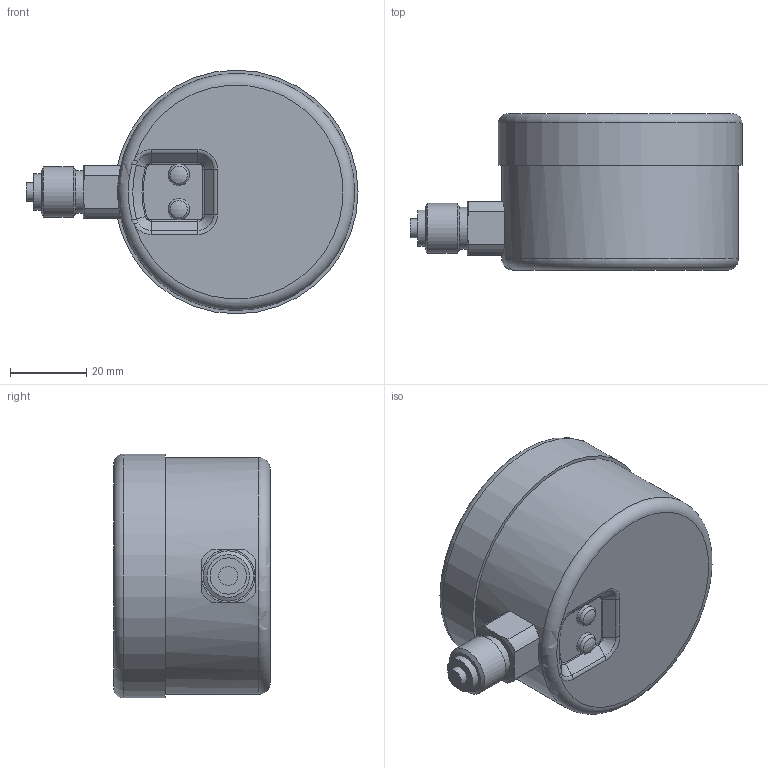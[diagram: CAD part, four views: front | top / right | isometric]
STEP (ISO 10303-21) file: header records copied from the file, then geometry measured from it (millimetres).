
FILE_DESCRIPTION(/* description */ (''),/* implementation_level */ '2;1');
FILE_NAME(/* name */ 'KP63_D401_350XX401.stp',/* time_stamp */ '2017-12-07T13:13:36+01:00',/* author */ ('acgl'),/* organization */ (''),/* preprocessor_version */ 'ST-DEVELOPER v15.6',/* originating_system */ 'Autodesk Inventor 2015',/* authorisation */ '');
FILE_SCHEMA (('AUTOMOTIVE_DESIGN { 1 0 10303 214 3 1 1 }'));
Length unit declared in the file: centimetre
Products named in the file (1): KP63_D401_350XX401
Bounding box: 86.9 x 41 x 63.8 mm (x, y, z)
Volume: 121985.6 mm3; surface area: 15408.7 mm2
Topology: 1 solids, 1 shells, 62 faces, 137 edges, 82 vertices
Faces by surface type: cylinder 16, plane 15, torus 14, cone 13, bspline 2, sphere 2
Full cylindrical faces by diameter (mm): 5 x1, 9.5 x1, 11 x1, 13.16 x1, 62 x1, 63.8 x1
Entity records: 1766 total; most frequent: CARTESIAN_POINT 348, DIRECTION 292, ORIENTED_EDGE 238, AXIS2_PLACEMENT_3D 130, EDGE_CURVE 119, EDGE_LOOP 81, VERTEX_POINT 78, CIRCLE 69
